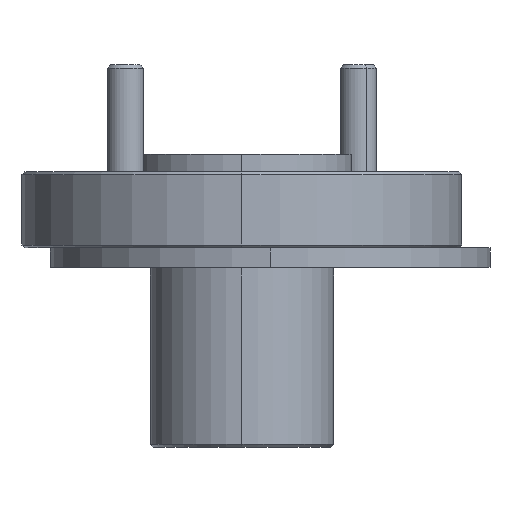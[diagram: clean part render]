
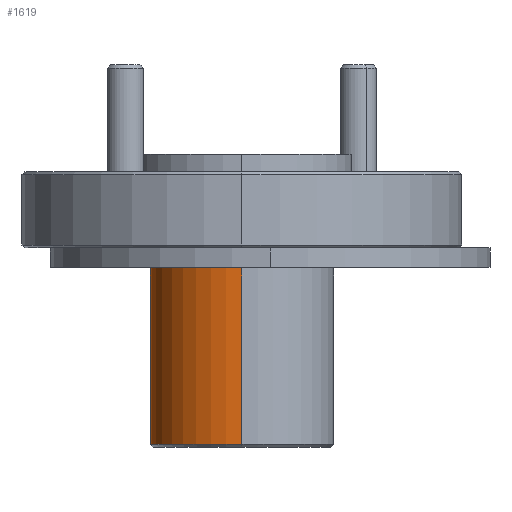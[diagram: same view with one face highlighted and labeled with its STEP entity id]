
A CAD part, left-side view. The second image highlights one B-rep face of the part: STEP entity #1619.
In plain terms, the highlighted cylindrical face has radius 3.975 mm (diameter 7.95 mm), a partial arc.
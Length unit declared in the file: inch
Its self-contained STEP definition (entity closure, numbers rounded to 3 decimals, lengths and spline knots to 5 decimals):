
#29 = CIRCLE ( 'NONE', #1093, 0.1565 ) ;
#38 = AXIS2_PLACEMENT_3D ( 'NONE', #930, #1602, #759 ) ;
#42 = CARTESIAN_POINT ( 'NONE',  ( -1.05358, 1.22239, -0.77209 ) ) ;
#219 = DIRECTION ( 'NONE',  ( 0., 0., 1. ) ) ;
#234 = EDGE_CURVE ( 'NONE', #1150, #2281, #982, .T. ) ;
#246 = EDGE_CURVE ( 'NONE', #1150, #1819, #2613, .T. ) ;
#266 = ORIENTED_EDGE ( 'NONE', *, *, #2376, .T. ) ;
#310 = CARTESIAN_POINT ( 'NONE',  ( -0.89708, 1.22239, -0.43709 ) ) ;
#452 = DIRECTION ( 'NONE',  ( 1., 0., 0. ) ) ;
#472 = AXIS2_PLACEMENT_3D ( 'NONE', #2706, #219, #452 ) ;
#606 = CARTESIAN_POINT ( 'NONE',  ( -0.74058, 1.22239, -0.77209 ) ) ;
#759 = DIRECTION ( 'NONE',  ( -1., 0., 0. ) ) ;
#912 = ORIENTED_EDGE ( 'NONE', *, *, #2683, .T. ) ;
#930 = CARTESIAN_POINT ( 'NONE',  ( -0.89708, 1.22239, -0.77209 ) ) ;
#935 = DIRECTION ( 'NONE',  ( 0., 0., 1. ) ) ;
#945 = EDGE_LOOP ( 'NONE', ( #1590, #266, #912, #2456 ) ) ;
#982 = CIRCLE ( 'NONE', #38, 0.1565 ) ;
#992 = CARTESIAN_POINT ( 'NONE',  ( -1.05358, 1.22239, -0.43709 ) ) ;
#1093 = AXIS2_PLACEMENT_3D ( 'NONE', #310, #1857, #2132 ) ;
#1150 = VERTEX_POINT ( 'NONE', #606 ) ;
#1215 = FACE_OUTER_BOUND ( 'NONE', #945, .T. ) ;
#1586 = CARTESIAN_POINT ( 'NONE',  ( -0.74058, 1.22239, -0.43709 ) ) ;
#1590 = ORIENTED_EDGE ( 'NONE', *, *, #234, .T. ) ;
#1602 = DIRECTION ( 'NONE',  ( 0., 0., 1. ) ) ;
#1619 = ADVANCED_FACE ( 'NONE', ( #1215 ), #2393, .T. ) ;
#1819 = VERTEX_POINT ( 'NONE', #1586 ) ;
#1857 = DIRECTION ( 'NONE',  ( 0., 0., -1. ) ) ;
#2132 = DIRECTION ( 'NONE',  ( 1., 0., 0. ) ) ;
#2227 = VECTOR ( 'NONE', #935, 39.37008 ) ;
#2281 = VERTEX_POINT ( 'NONE', #42 ) ;
#2292 = CARTESIAN_POINT ( 'NONE',  ( -0.74058, 1.22239, -0.77709 ) ) ;
#2376 = EDGE_CURVE ( 'NONE', #2281, #2670, #2931, .T. ) ;
#2393 = CYLINDRICAL_SURFACE ( 'NONE', #472, 0.1565 ) ;
#2405 = VECTOR ( 'NONE', #2704, 39.37008 ) ;
#2456 = ORIENTED_EDGE ( 'NONE', *, *, #246, .F. ) ;
#2489 = CARTESIAN_POINT ( 'NONE',  ( -1.05358, 1.22239, -0.77709 ) ) ;
#2613 = LINE ( 'NONE', #2292, #2227 ) ;
#2670 = VERTEX_POINT ( 'NONE', #992 ) ;
#2683 = EDGE_CURVE ( 'NONE', #2670, #1819, #29, .T. ) ;
#2704 = DIRECTION ( 'NONE',  ( 0., 0., 1. ) ) ;
#2706 = CARTESIAN_POINT ( 'NONE',  ( -0.89708, 1.22239, -0.77709 ) ) ;
#2931 = LINE ( 'NONE', #2489, #2405 ) ;
